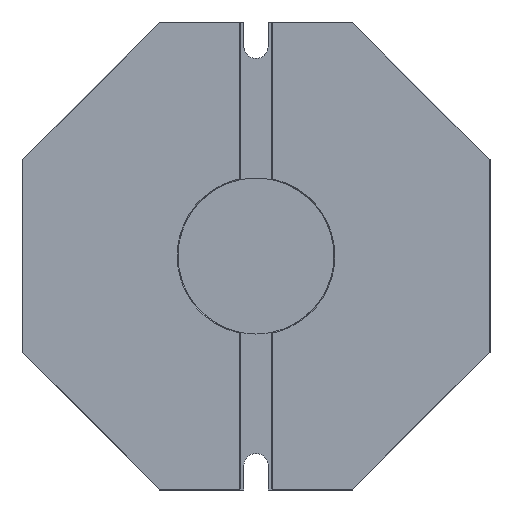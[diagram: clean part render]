
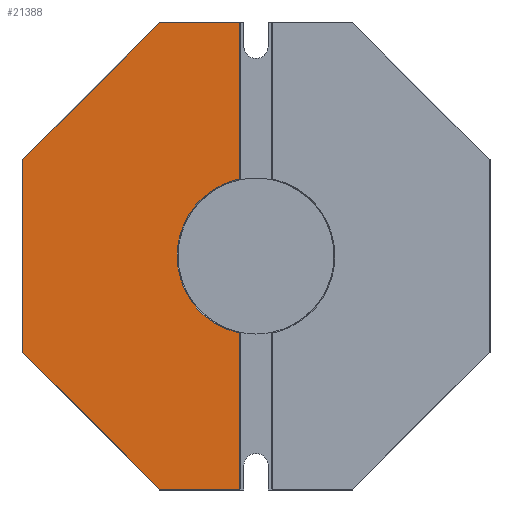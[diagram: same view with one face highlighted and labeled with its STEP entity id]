
A CAD part, front view. The second image highlights one B-rep face of the part: STEP entity #21388.
In plain terms, the highlighted free-form (B-spline) face has degree [1, 1] with [2, 2] control points.
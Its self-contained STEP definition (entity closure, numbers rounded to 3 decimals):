
#21388 = ADVANCED_FACE('',(#21389),#21450,.F.);
#21389 = FACE_BOUND('',#21390,.T.);
#21390 = EDGE_LOOP('',(#21391,#21400,#21407,#21414,#21424,#21431,#21438,
    #21445));
#21391 = ORIENTED_EDGE('',*,*,#21392,.T.);
#21392 = EDGE_CURVE('',#21393,#21395,#21397,.T.);
#21393 = VERTEX_POINT('',#21394);
#21394 = CARTESIAN_POINT('',(-175.835,0.,-72.833));
#21395 = VERTEX_POINT('',#21396);
#21396 = CARTESIAN_POINT('',(-72.833,0.,-175.835));
#21397 = B_SPLINE_CURVE_WITH_KNOTS('',1,(#21398,#21399),.UNSPECIFIED.,
  .F.,.F.,(2,2),(-55.712,55.712),
  .PIECEWISE_BEZIER_KNOTS.);
#21398 = CARTESIAN_POINT('',(-175.835,0.,-72.833));
#21399 = CARTESIAN_POINT('',(-72.833,0.,-175.835));
#21400 = ORIENTED_EDGE('',*,*,#21401,.T.);
#21401 = EDGE_CURVE('',#21395,#21402,#21404,.T.);
#21402 = VERTEX_POINT('',#21403);
#21403 = CARTESIAN_POINT('',(-12.42,0.,-175.835));
#21404 = B_SPLINE_CURVE_WITH_KNOTS('',1,(#21405,#21406),.UNSPECIFIED.,
  .F.,.F.,(2,2),(-55.712,-9.5),.PIECEWISE_BEZIER_KNOTS.);
#21405 = CARTESIAN_POINT('',(-72.833,0.,-175.835));
#21406 = CARTESIAN_POINT('',(-12.42,0.,-175.835));
#21407 = ORIENTED_EDGE('',*,*,#21408,.T.);
#21408 = EDGE_CURVE('',#21402,#21409,#21411,.T.);
#21409 = VERTEX_POINT('',#21410);
#21410 = CARTESIAN_POINT('',(-12.42,0.,-58.172));
#21411 = B_SPLINE_CURVE_WITH_KNOTS('',1,(#21412,#21413),.UNSPECIFIED.,
  .F.,.F.,(2,2),(-134.5,-44.497),.PIECEWISE_BEZIER_KNOTS.);
#21412 = CARTESIAN_POINT('',(-12.42,0.,-175.835));
#21413 = CARTESIAN_POINT('',(-12.42,0.,-58.172));
#21414 = ORIENTED_EDGE('',*,*,#21415,.T.);
#21415 = EDGE_CURVE('',#21409,#21416,#21418,.T.);
#21416 = VERTEX_POINT('',#21417);
#21417 = CARTESIAN_POINT('',(-12.42,0.,58.172));
#21418 = ( BOUNDED_CURVE() B_SPLINE_CURVE(2,(#21419,#21420,#21421,#21422
,#21423),.UNSPECIFIED.,.F.,.F.) B_SPLINE_CURVE_WITH_KNOTS((3,2,3),(
    3.352,4.712,6.073),
.PIECEWISE_BEZIER_KNOTS.) CURVE() GEOMETRIC_REPRESENTATION_ITEM() 
RATIONAL_B_SPLINE_CURVE((1.,0.777,1.,0.777,1.)) 
REPRESENTATION_ITEM('') );
#21419 = CARTESIAN_POINT('',(-12.42,0.,-58.172));
#21420 = CARTESIAN_POINT('',(-59.483,0.,-48.124));
#21421 = CARTESIAN_POINT('',(-59.483,0.,0.));
#21422 = CARTESIAN_POINT('',(-59.483,0.,48.124));
#21423 = CARTESIAN_POINT('',(-12.42,0.,58.172));
#21424 = ORIENTED_EDGE('',*,*,#21425,.T.);
#21425 = EDGE_CURVE('',#21416,#21426,#21428,.T.);
#21426 = VERTEX_POINT('',#21427);
#21427 = CARTESIAN_POINT('',(-12.42,0.,175.835));
#21428 = B_SPLINE_CURVE_WITH_KNOTS('',1,(#21429,#21430),.UNSPECIFIED.,
  .F.,.F.,(2,2),(44.497,134.5),.PIECEWISE_BEZIER_KNOTS.);
#21429 = CARTESIAN_POINT('',(-12.42,0.,58.172));
#21430 = CARTESIAN_POINT('',(-12.42,0.,175.835));
#21431 = ORIENTED_EDGE('',*,*,#21432,.T.);
#21432 = EDGE_CURVE('',#21426,#21433,#21435,.T.);
#21433 = VERTEX_POINT('',#21434);
#21434 = CARTESIAN_POINT('',(-72.833,0.,175.835));
#21435 = B_SPLINE_CURVE_WITH_KNOTS('',1,(#21436,#21437),.UNSPECIFIED.,
  .F.,.F.,(2,2),(9.5,55.712),.PIECEWISE_BEZIER_KNOTS.);
#21436 = CARTESIAN_POINT('',(-12.42,0.,175.835));
#21437 = CARTESIAN_POINT('',(-72.833,0.,175.835));
#21438 = ORIENTED_EDGE('',*,*,#21439,.T.);
#21439 = EDGE_CURVE('',#21433,#21440,#21442,.T.);
#21440 = VERTEX_POINT('',#21441);
#21441 = CARTESIAN_POINT('',(-175.835,0.,72.833));
#21442 = B_SPLINE_CURVE_WITH_KNOTS('',1,(#21443,#21444),.UNSPECIFIED.,
  .F.,.F.,(2,2),(-55.712,55.712),
  .PIECEWISE_BEZIER_KNOTS.);
#21443 = CARTESIAN_POINT('',(-72.833,0.,175.835));
#21444 = CARTESIAN_POINT('',(-175.835,0.,72.833));
#21445 = ORIENTED_EDGE('',*,*,#21446,.T.);
#21446 = EDGE_CURVE('',#21440,#21393,#21447,.T.);
#21447 = B_SPLINE_CURVE_WITH_KNOTS('',1,(#21448,#21449),.UNSPECIFIED.,
  .F.,.F.,(2,2),(-55.712,55.712),
  .PIECEWISE_BEZIER_KNOTS.);
#21448 = CARTESIAN_POINT('',(-175.835,0.,72.833));
#21449 = CARTESIAN_POINT('',(-175.835,0.,-72.833));
#21450 = B_SPLINE_SURFACE_WITH_KNOTS('',1,1,(
    (#21451,#21452)
    ,(#21453,#21454
    )),.UNSPECIFIED.,.F.,.F.,.F.,(2,2),(2,2),(-134.5,134.5),(-134.5,-9.5
    ),.PIECEWISE_BEZIER_KNOTS.);
#21451 = CARTESIAN_POINT('',(-175.835,0.,-175.835));
#21452 = CARTESIAN_POINT('',(-12.42,0.,-175.835));
#21453 = CARTESIAN_POINT('',(-175.835,0.,175.835));
#21454 = CARTESIAN_POINT('',(-12.42,0.,175.835));
